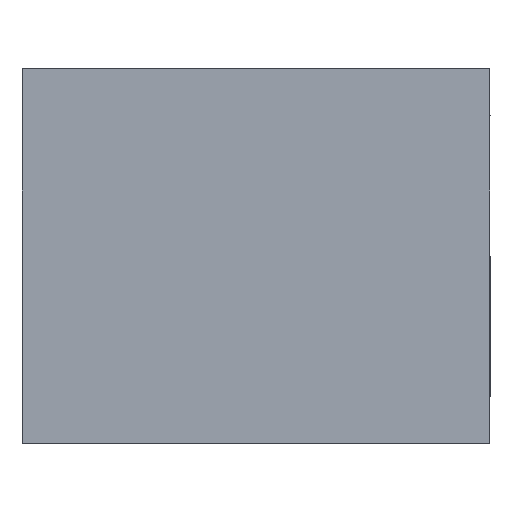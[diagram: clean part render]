
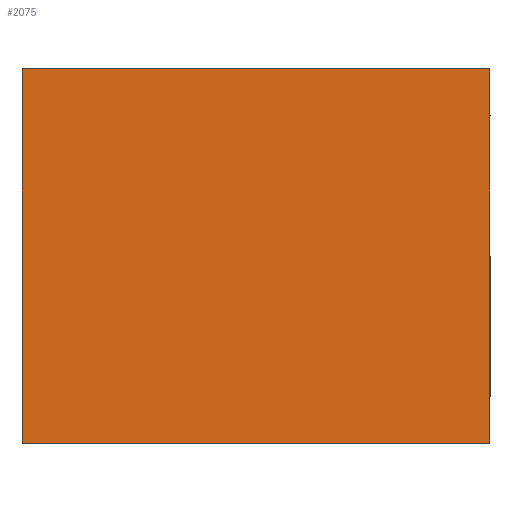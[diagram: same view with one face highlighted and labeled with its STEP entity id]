
A CAD part, left-side view. The second image highlights one B-rep face of the part: STEP entity #2075.
In plain terms, the highlighted planar face has unit normal (-1, 0, 0).
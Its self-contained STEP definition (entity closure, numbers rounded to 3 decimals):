
#159=FACE_OUTER_BOUND('',#287,.T.);
#287=EDGE_LOOP('',(#1447,#1448,#1449,#1450));
#428=LINE('',#3077,#674);
#444=LINE('',#3108,#690);
#445=LINE('',#3110,#691);
#446=LINE('',#3111,#692);
#674=VECTOR('',#2523,10.);
#690=VECTOR('',#2551,10.);
#691=VECTOR('',#2552,10.);
#692=VECTOR('',#2553,10.);
#913=VERTEX_POINT('',#3074);
#914=VERTEX_POINT('',#3076);
#923=VERTEX_POINT('',#3107);
#924=VERTEX_POINT('',#3109);
#1108=EDGE_CURVE('',#914,#913,#428,.T.);
#1124=EDGE_CURVE('',#923,#914,#444,.T.);
#1125=EDGE_CURVE('',#924,#913,#445,.T.);
#1126=EDGE_CURVE('',#923,#924,#446,.T.);
#1447=ORIENTED_EDGE('',*,*,#1124,.T.);
#1448=ORIENTED_EDGE('',*,*,#1108,.T.);
#1449=ORIENTED_EDGE('',*,*,#1125,.F.);
#1450=ORIENTED_EDGE('',*,*,#1126,.F.);
#1979=PLANE('',#2337);
#2075=ADVANCED_FACE('',(#159),#1979,.T.);
#2337=AXIS2_PLACEMENT_3D('',#3106,#2549,#2550);
#2523=DIRECTION('',(0.,0.,1.));
#2549=DIRECTION('center_axis',(-1.,0.,0.));
#2550=DIRECTION('ref_axis',(0.,-1.,0.));
#2551=DIRECTION('',(0.,-1.,0.));
#2552=DIRECTION('',(0.,-1.,0.));
#2553=DIRECTION('',(0.,0.,1.));
#3074=CARTESIAN_POINT('',(-0.187,0.,0.5));
#3076=CARTESIAN_POINT('',(-0.187,0.,0.));
#3077=CARTESIAN_POINT('',(-0.187,0.,0.));
#3106=CARTESIAN_POINT('Origin',(-0.187,0.4,0.));
#3107=CARTESIAN_POINT('',(-0.187,0.4,0.));
#3108=CARTESIAN_POINT('',(-0.187,0.4,0.));
#3109=CARTESIAN_POINT('',(-0.187,0.4,0.5));
#3110=CARTESIAN_POINT('',(-0.187,0.4,0.5));
#3111=CARTESIAN_POINT('',(-0.187,0.4,0.));
